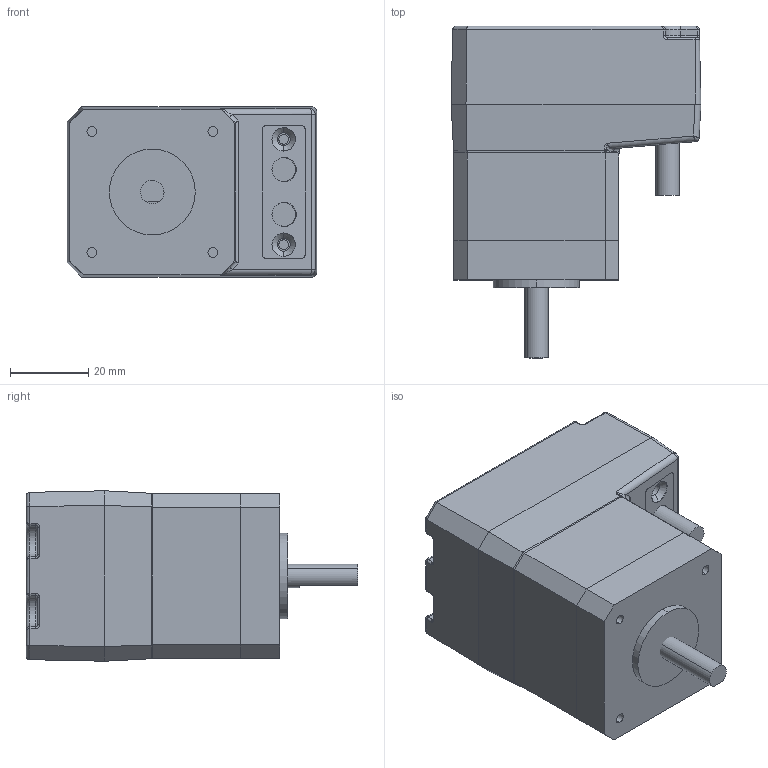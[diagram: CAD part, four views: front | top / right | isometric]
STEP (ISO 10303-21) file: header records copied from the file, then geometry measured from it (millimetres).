
FILE_DESCRIPTION (( 'STEP AP203' ), '1' );
FILE_NAME ('1.STEP', '2012-12-18T06:33:21', ( 'Sky123.Org' ), ( 'Sky123.Org' ), 'SwSTEP 2.0', 'SolidWorks 2011', '' );
FILE_SCHEMA (( 'CONFIG_CONTROL_DESIGN' ));
Length unit declared in the file: millimetre
Products named in the file (10): SS揤盄裔啣; 17粣創; 陔SS17奻裔; 1; SS17盄旰; Oﾐﾍﾈｦ｣ｨ6｣ｩ; 陔SS17鎮湛傷裔a; 17蛌赽; 17ヶ傷裔; 17隅赽
Assembly tree (12 placements, depth 2):
  1
    17粣創  x2
    17ヶ傷裔
    SS17盄旰  x2
    陔SS17鎮湛傷裔a
    SS揤盄裔啣
    17隅赽
    17蛌赽
    Oﾐﾍﾈｦ｣ｨ6｣ｩ  x2
    陔SS17奻裔
Bounding box: 63.98 x 85 x 43.66 mm (x, y, z)
Volume: 109765.3 mm3; surface area: 47152.3 mm2
Topology: 12 solids, 12 shells, 723 faces, 1776 edges, 1073 vertices
Faces by surface type: cylinder 303, plane 229, torus 73, bspline 61, cone 46, sphere 11
Entity records: 23114 total; most frequent: CARTESIAN_POINT 5624, DIRECTION 3561, ORIENTED_EDGE 3398, EDGE_CURVE 1699, AXIS2_PLACEMENT_3D 1378, VERTEX_POINT 1045, VECTOR 805, LINE 805
